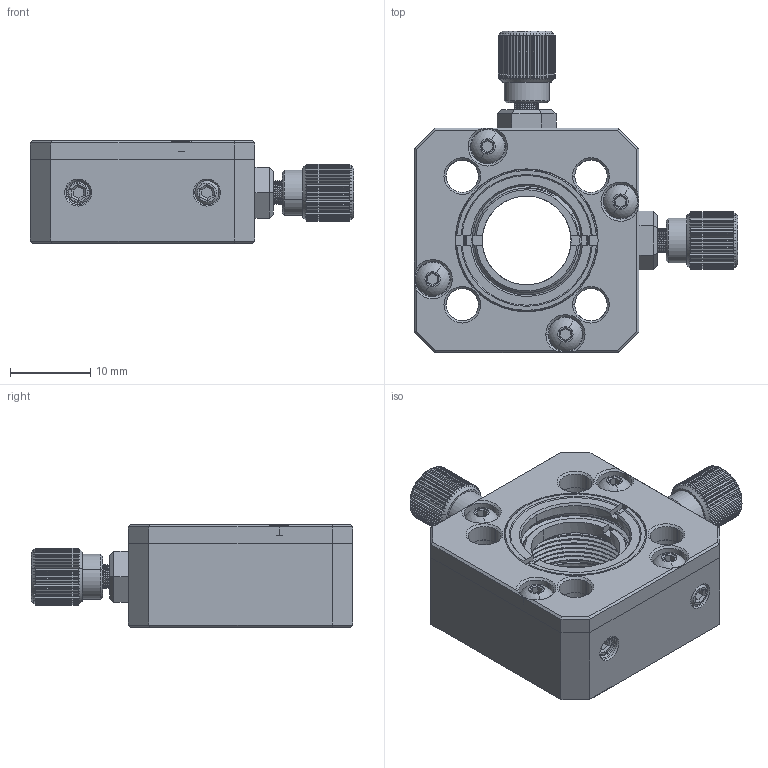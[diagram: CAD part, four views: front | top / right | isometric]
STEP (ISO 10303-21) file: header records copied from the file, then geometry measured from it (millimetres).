
FILE_DESCRIPTION((''),'2;1');
FILE_NAME('CXY05-M_ASM','2023-05-19T08:58:47',('R&D'),(''),'CREO PARAMETRIC BY PTC INC, 2021063','CREO PARAMETRIC BY PTC INC, 2021063','');
FILE_SCHEMA(('CONFIG_CONTROL_DESIGN'));
Products named in the file (11): CXY05-M_A3; CXY05-M_A4; CXY05-M_A5; M3X3_HS_; CXY05-M_A1; CXY05-M_A2; M2X6_PM; CXY05-M_A6; CXY05-M-A7; CXY05-M_M3; CXY05-M_ASM
Assembly tree (19 placements, depth 2):
  CXY05-M_ASM
    CXY05-M_A3
    CXY05-M_A4
    CXY05-M_A5  x2
    M3X3_HS_  x4
    CXY05-M_A1
    CXY05-M_A2
    M2X6_PM  x4
    CXY05-M_A6  x2
    CXY05-M-A7
    CXY05-M_M3  x2
Bounding box: 40.22 x 40.01 x 12.7 mm (x, y, z)
Volume: 7077.7 mm3; surface area: 9290.4 mm2
Topology: 19 solids, 19 shells, 1676 faces, 4551 edges, 2944 vertices
Faces by surface type: cylinder 793, plane 499, bspline 255, cone 121, sphere 8
Entity records: 69300 total; most frequent: CARTESIAN_POINT 44384, ORIENTED_EDGE 5894, DIRECTION 3952, EDGE_CURVE 2947, VERTEX_POINT 1912, AXIS2_PLACEMENT_3D 1390, B_SPLINE_CURVE_WITH_KNOTS 1303, VECTOR 1172
